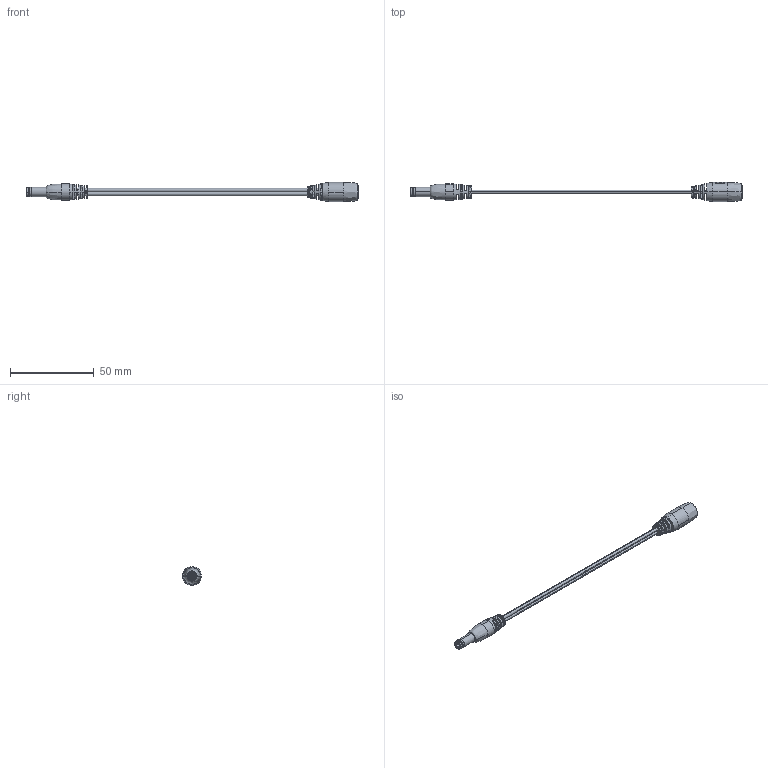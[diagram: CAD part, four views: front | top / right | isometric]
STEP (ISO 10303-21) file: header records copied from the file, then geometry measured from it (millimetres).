
FILE_DESCRIPTION (( 'STEP AP203' ), '1' );
FILE_NAME ('10-02323_revA.STEP', '2016-10-27T16:47:56', ( '' ), ( '' ), 'SwSTEP 2.0', 'SolidWorks 2015', '' );
FILE_SCHEMA (( 'CONFIG_CONTROL_DESIGN' ));
Length unit declared in the file: millimetre
Products named in the file (13): 10-02323_revA; 50-00543 shell; 5525TV_1; 50-00543 center pin; 50-00543; 50-00543 insulator; 30-00795_blunt cut; 24-00004; 24-00003; 014_1; 50-00543 spring contact; 1N00_1; 50-00542
Assembly tree (12 placements, depth 3):
  10-02323_revA
    30-00795_blunt cut
    24-00003
    50-00542
      5525TV_1
      1N00_1
      014_1
    24-00004
    50-00543
      50-00543 center pin
      50-00543 insulator
      50-00543 spring contact
      50-00543 shell
Bounding box: 198.75 x 11.4 x 11.4 mm (x, y, z)
Volume: 5013.1 mm3; surface area: 20316.7 mm2
Topology: 98 solids, 98 shells, 1129 faces, 2611 edges, 1682 vertices
Faces by surface type: cylinder 463, plane 363, bspline 208, torus 61, cone 34
Entity records: 40243 total; most frequent: CARTESIAN_POINT 13646, ORIENTED_EDGE 5218, DIRECTION 5153, EDGE_CURVE 2609, AXIS2_PLACEMENT_3D 2201, VERTEX_POINT 1682, EDGE_LOOP 1335, CIRCLE 1263
